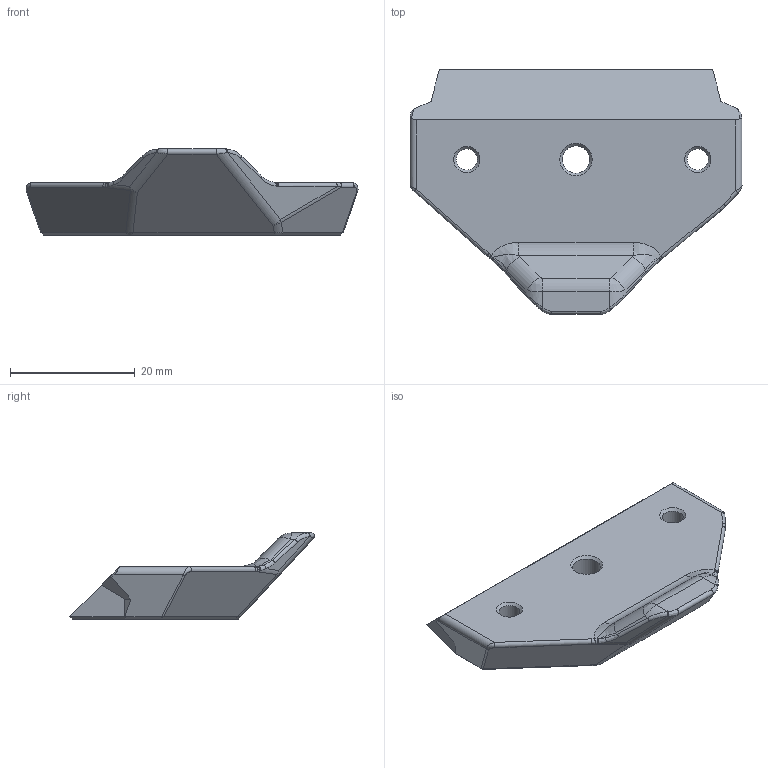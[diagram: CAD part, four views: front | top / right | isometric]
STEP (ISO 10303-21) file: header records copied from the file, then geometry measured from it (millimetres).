
FILE_DESCRIPTION(/* description */ ('STEP AP242','CAx-IF Rec.Pracs.---Representation and Presentation of Product Manufacturing Information (PMI)---4.0---2014-10-13','CAx-IF Rec.Pracs.---3D Tessellated Geometry---0.4---2014-09-14','2;1'),/* implementation_level */ '2;1');
FILE_NAME(/* name */ 'A4T - Orbiter - Extruder Adapter [xol-carriage]',/* time_stamp */ '2025-08-06T11:38:24Z',/* author */ (''),/* organization */ (''),/* preprocessor_version */ 'ST-DEVELOPER v20',/* originating_system */ 'ONSHAPE BY PTC INC, 1.201',/* authorisation */ ' ');
FILE_SCHEMA (('AP242_MANAGED_MODEL_BASED_3D_ENGINEERING_MIM_LF { 1 0 10303 442 1 1 4 }'));
Length unit declared in the file: metre
Products named in the file (1): A4T - Orbiter - Extruder Adapter [xol-carriage]
Bounding box: 53.2 x 39.21 x 13.81 mm (x, y, z)
Volume: 10055.6 mm3; surface area: 4131.6 mm2
Topology: 1 solids, 1 shells, 94 faces, 227 edges, 131 vertices
Faces by surface type: plane 32, cylinder 27, bspline 27, cone 6, sphere 2
Full cylindrical faces by diameter (mm): 3.4 x2, 4.4 x1
Entity records: 3103 total; most frequent: CARTESIAN_POINT 1083, ORIENTED_EDGE 422, DIRECTION 389, EDGE_CURVE 211, AXIS2_PLACEMENT_3D 144, VERTEX_POINT 128, EDGE_LOOP 109, FACE_BOUND 109
